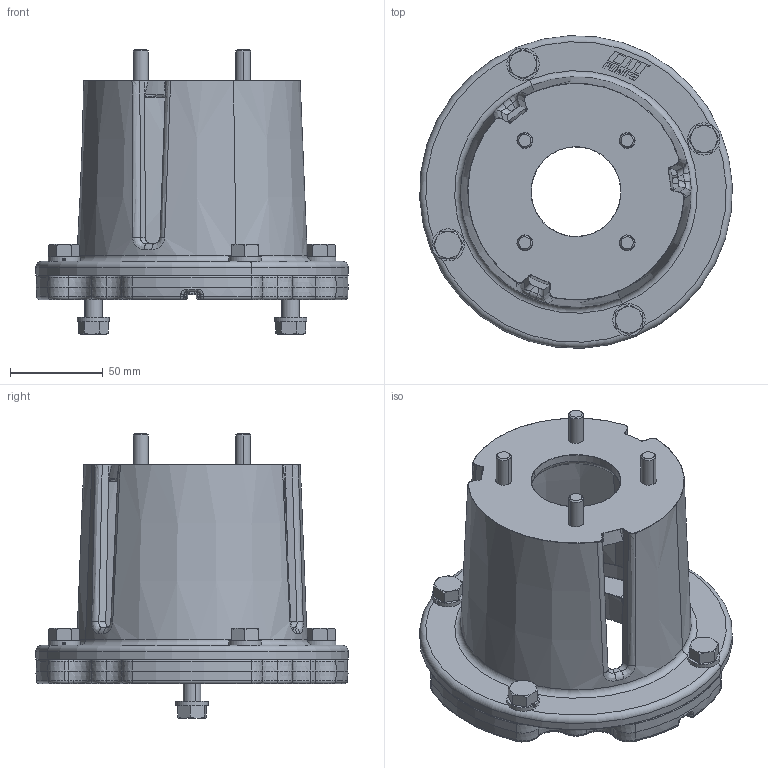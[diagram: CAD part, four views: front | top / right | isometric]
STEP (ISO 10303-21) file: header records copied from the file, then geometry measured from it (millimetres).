
FILE_DESCRIPTION (( 'STEP AP203' ), '1' );
FILE_NAME ('76SAEA2.5CP.STEP', '2019-10-22T16:43:36', ( 'IT' ), ( 'Microsoft' ), 'SwSTEP 2.0', 'SolidWorks 2019', '' );
FILE_SCHEMA (( 'CONFIG_CONTROL_DESIGN' ));
Length unit declared in the file: inch
Products named in the file (1): 76SAEA2.5CP
Bounding box: 168.5 x 168.5 x 153.4 mm (x, y, z)
Surface area: 155783.6 mm2 (no closed solid volume)
Topology: 0 solids, 38 shells, 909 faces, 2418 edges, 1544 vertices
Faces by surface type: torus 256, cone 245, plane 233, cylinder 91, bspline 72, sphere 12
Entity records: 35479 total; most frequent: CARTESIAN_POINT 12980, DIRECTION 4963, ORIENTED_EDGE 4389, EDGE_CURVE 2418, AXIS2_PLACEMENT_3D 2069, VERTEX_POINT 1544, CIRCLE 1231, EDGE_LOOP 984
